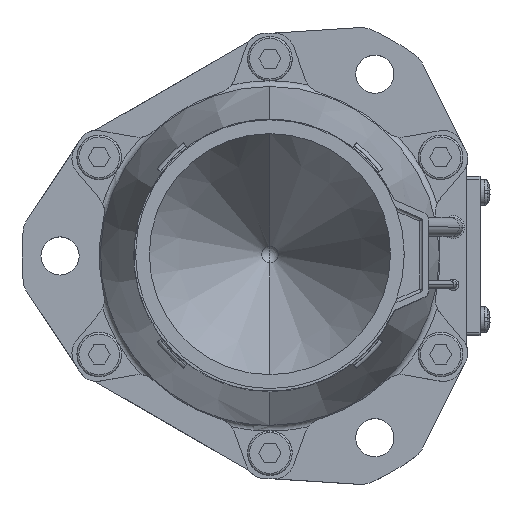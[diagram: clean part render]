
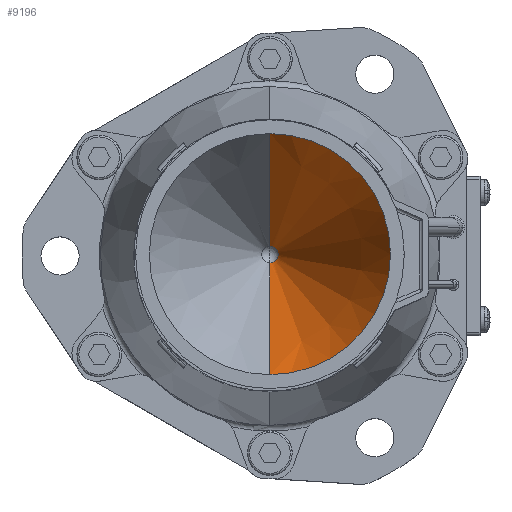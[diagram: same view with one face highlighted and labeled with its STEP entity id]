
A CAD part, top view. The second image highlights one B-rep face of the part: STEP entity #9196.
In plain terms, the highlighted conical face has half-angle 28.246 degrees and reference radius 10.14 mm.
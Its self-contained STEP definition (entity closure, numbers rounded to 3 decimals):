
#898=CARTESIAN_POINT('',(0.,0.,163.454));
#899=DIRECTION('',(0.,0.,-1.));
#900=DIRECTION('',(0.,1.,0.));
#901=AXIS2_PLACEMENT_3D('',#898,#899,#900);
#908=CARTESIAN_POINT('',(0.,0.,130.623));
#909=DIRECTION('',(0.,0.,-1.));
#910=DIRECTION('',(0.,1.,0.));
#911=AXIS2_PLACEMENT_3D('',#908,#909,#910);
#913=DIRECTION('',(0.,0.473,0.881));
#914=VECTOR('',#913,37.269);
#915=CARTESIAN_POINT('',(0.,1.321,130.623));
#916=LINE('',#915,#914);
#922=DIRECTION('',(0.,-0.473,0.881));
#923=VECTOR('',#922,37.269);
#924=CARTESIAN_POINT('',(0.,-1.321,130.623));
#925=LINE('',#924,#923);
#7347=CARTESIAN_POINT('',(0.,1.321,130.623));
#7349=VERTEX_POINT('',#7347);
#7350=CARTESIAN_POINT('',(0.,-1.321,130.623));
#7351=VERTEX_POINT('',#7350);
#7352=CARTESIAN_POINT('',(0.,18.959,163.454));
#7353=CARTESIAN_POINT('',(0.,-18.959,163.454));
#7354=VERTEX_POINT('',#7352);
#7355=VERTEX_POINT('',#7353);
#9182=CARTESIAN_POINT('',(0.,0.,147.039));
#9183=DIRECTION('',(0.,0.,1.));
#9184=DIRECTION('',(0.,1.,0.));
#9185=AXIS2_PLACEMENT_3D('',#9182,#9183,#9184);
#9186=CONICAL_SURFACE('',#9185,10.14,28.246);
#9187=ORIENTED_EDGE('',*,*,#9175,.T.);
#9189=ORIENTED_EDGE('',*,*,#9188,.F.);
#9191=ORIENTED_EDGE('',*,*,#9190,.F.);
#9193=ORIENTED_EDGE('',*,*,#9192,.T.);
#9194=EDGE_LOOP('',(#9187,#9189,#9191,#9193));
#9195=FACE_OUTER_BOUND('',#9194,.F.);
#9196=ADVANCED_FACE('',(#9195),#9186,.F.);
#902=CIRCLE('',#901,18.959);
#912=CIRCLE('',#911,1.321);
#9175=EDGE_CURVE('',#7354,#7355,#902,.T.);
#9188=EDGE_CURVE('',#7351,#7355,#925,.T.);
#9190=EDGE_CURVE('',#7349,#7351,#912,.T.);
#9192=EDGE_CURVE('',#7349,#7354,#916,.T.);
